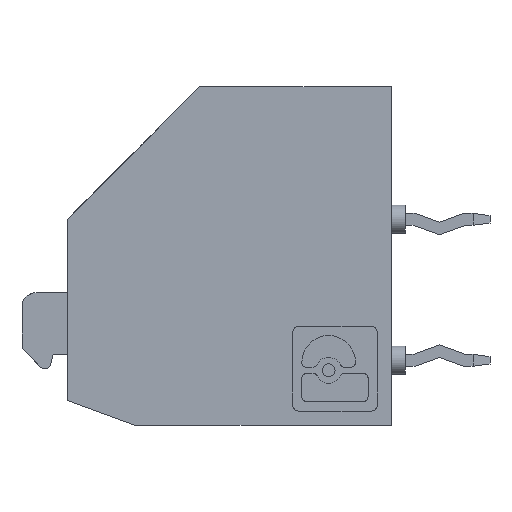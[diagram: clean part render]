
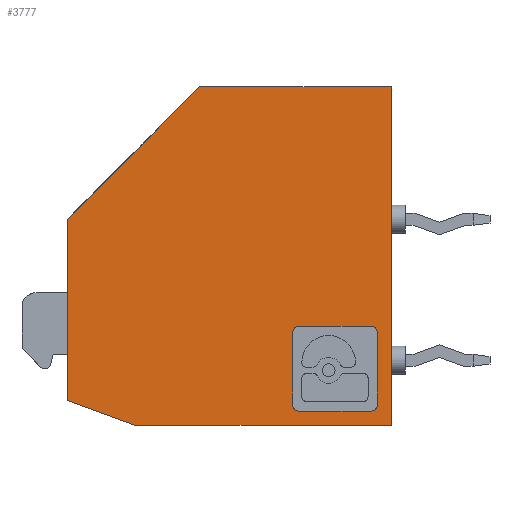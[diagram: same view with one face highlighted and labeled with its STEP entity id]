
A CAD part, left-side view. The second image highlights one B-rep face of the part: STEP entity #3777.
In plain terms, the highlighted planar face has unit normal (-1, 0, 0).
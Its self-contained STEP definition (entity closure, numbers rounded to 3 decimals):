
#2 = ORIENTED_EDGE ( 'NONE', *, *, #3729, .F. ) ;
#25 = CIRCLE ( 'NONE', #4711, 0.211 ) ;
#75 = VERTEX_POINT ( 'NONE', #1719 ) ;
#141 = CARTESIAN_POINT ( 'NONE',  ( -30.75, 0., -6. ) ) ;
#233 = FACE_OUTER_BOUND ( 'NONE', #1938, .T. ) ;
#265 = VECTOR ( 'NONE', #5773, 1000. ) ;
#299 = CARTESIAN_POINT ( 'NONE',  ( -30.75, 0., -6. ) ) ;
#423 = LINE ( 'NONE', #4177, #265 ) ;
#464 = DIRECTION ( 'NONE',  ( 0., -1., 0. ) ) ;
#504 = ORIENTED_EDGE ( 'NONE', *, *, #3478, .F. ) ;
#526 = CARTESIAN_POINT ( 'NONE',  ( -30.75, 11.5, -5.126 ) ) ;
#656 = CARTESIAN_POINT ( 'NONE',  ( -30.75, 0.711, -2.5 ) ) ;
#669 = DIRECTION ( 'NONE',  ( 0., 0., 1. ) ) ;
#724 = CARTESIAN_POINT ( 'NONE',  ( -30.75, 11.5, -6. ) ) ;
#756 = LINE ( 'NONE', #724, #5598 ) ;
#868 = CARTESIAN_POINT ( 'NONE',  ( -30.75, 0.5, -2.711 ) ) ;
#875 = VECTOR ( 'NONE', #5896, 1000. ) ;
#896 = ORIENTED_EDGE ( 'NONE', *, *, #3002, .T. ) ;
#917 = EDGE_CURVE ( 'NONE', #5687, #3370, #3271, .T. ) ;
#945 = CARTESIAN_POINT ( 'NONE',  ( -30.75, 3.5, -6. ) ) ;
#955 = VERTEX_POINT ( 'NONE', #2319 ) ;
#960 = VERTEX_POINT ( 'NONE', #5449 ) ;
#1028 = VECTOR ( 'NONE', #5804, 1000. ) ;
#1044 = DIRECTION ( 'NONE',  ( -1., 0., 0. ) ) ;
#1244 = AXIS2_PLACEMENT_3D ( 'NONE', #1263, #6100, #3424 ) ;
#1263 = CARTESIAN_POINT ( 'NONE',  ( -30.75, 0.711, -5.289 ) ) ;
#1298 = DIRECTION ( 'NONE',  ( 0., 0., 1. ) ) ;
#1320 = CARTESIAN_POINT ( 'NONE',  ( -30.75, 0., 6. ) ) ;
#1347 = ORIENTED_EDGE ( 'NONE', *, *, #917, .F. ) ;
#1355 = ORIENTED_EDGE ( 'NONE', *, *, #1510, .F. ) ;
#1378 = VERTEX_POINT ( 'NONE', #1487 ) ;
#1487 = CARTESIAN_POINT ( 'NONE',  ( -30.75, 3.289, -5.5 ) ) ;
#1510 = EDGE_CURVE ( 'NONE', #1859, #6683, #25, .T. ) ;
#1606 = DIRECTION ( 'NONE',  ( 0., 0., 1. ) ) ;
#1719 = CARTESIAN_POINT ( 'NONE',  ( -30.75, 11.5, 1.3 ) ) ;
#1732 = LINE ( 'NONE', #141, #1929 ) ;
#1746 = CARTESIAN_POINT ( 'NONE',  ( -30.75, 0.5, -6. ) ) ;
#1759 = PLANE ( 'NONE',  #5632 ) ;
#1859 = VERTEX_POINT ( 'NONE', #3776 ) ;
#1866 = DIRECTION ( 'NONE',  ( 0., 0., 1. ) ) ;
#1867 = CARTESIAN_POINT ( 'NONE',  ( -30.75, 0., 5.739 ) ) ;
#1929 = VECTOR ( 'NONE', #3883, 1000. ) ;
#1938 = EDGE_LOOP ( 'NONE', ( #2558, #896, #6163, #5871, #504, #6840 ) ) ;
#2016 = VERTEX_POINT ( 'NONE', #3659 ) ;
#2101 = AXIS2_PLACEMENT_3D ( 'NONE', #3258, #5472, #669 ) ;
#2134 = CARTESIAN_POINT ( 'NONE',  ( -30.75, 0.711, -2.711 ) ) ;
#2192 = ORIENTED_EDGE ( 'NONE', *, *, #6281, .T. ) ;
#2294 = EDGE_CURVE ( 'NONE', #6774, #2016, #423, .T. ) ;
#2315 = CARTESIAN_POINT ( 'NONE',  ( -30.75, 0.5, -5.289 ) ) ;
#2319 = CARTESIAN_POINT ( 'NONE',  ( -30.75, 3.5, -5.289 ) ) ;
#2385 = LINE ( 'NONE', #1320, #6796 ) ;
#2460 = VECTOR ( 'NONE', #464, 1000. ) ;
#2558 = ORIENTED_EDGE ( 'NONE', *, *, #2294, .T. ) ;
#2661 = DIRECTION ( 'NONE',  ( 0., 0., 1. ) ) ;
#2699 = CARTESIAN_POINT ( 'NONE',  ( -30.75, 3.5, -2.711 ) ) ;
#2808 = LINE ( 'NONE', #1746, #3789 ) ;
#2854 = DIRECTION ( 'NONE',  ( 0., -1., 0. ) ) ;
#2881 = VERTEX_POINT ( 'NONE', #3110 ) ;
#3000 = VERTEX_POINT ( 'NONE', #656 ) ;
#3002 = EDGE_CURVE ( 'NONE', #2016, #2881, #1732, .T. ) ;
#3062 = AXIS2_PLACEMENT_3D ( 'NONE', #2134, #6420, #1606 ) ;
#3110 = CARTESIAN_POINT ( 'NONE',  ( -30.75, 0., -6. ) ) ;
#3141 = VECTOR ( 'NONE', #1866, 1000. ) ;
#3258 = CARTESIAN_POINT ( 'NONE',  ( -30.75, 3.289, -5.289 ) ) ;
#3271 = CIRCLE ( 'NONE', #1244, 0.211 ) ;
#3370 = VERTEX_POINT ( 'NONE', #2315 ) ;
#3389 = DIRECTION ( 'NONE',  ( -1., 0., 0. ) ) ;
#3424 = DIRECTION ( 'NONE',  ( 0., 0., 1. ) ) ;
#3430 = ORIENTED_EDGE ( 'NONE', *, *, #4930, .T. ) ;
#3478 = EDGE_CURVE ( 'NONE', #75, #960, #4795, .T. ) ;
#3659 = CARTESIAN_POINT ( 'NONE',  ( -30.75, 9.1, -6. ) ) ;
#3679 = CARTESIAN_POINT ( 'NONE',  ( -30.75, 18.8, -6. ) ) ;
#3701 = VECTOR ( 'NONE', #4178, 1000. ) ;
#3729 = EDGE_CURVE ( 'NONE', #5266, #3000, #5301, .T. ) ;
#3776 = CARTESIAN_POINT ( 'NONE',  ( -30.75, 3.289, -2.5 ) ) ;
#3777 = ADVANCED_FACE ( 'NONE', ( #6560, #233 ), #1759, .T. ) ;
#3789 = VECTOR ( 'NONE', #6548, 1000. ) ;
#3883 = DIRECTION ( 'NONE',  ( 0., -1., 0. ) ) ;
#4081 = ORIENTED_EDGE ( 'NONE', *, *, #5883, .F. ) ;
#4085 = ORIENTED_EDGE ( 'NONE', *, *, #6781, .T. ) ;
#4177 = CARTESIAN_POINT ( 'NONE',  ( -30.75, 0., -9.312 ) ) ;
#4178 = DIRECTION ( 'NONE',  ( 0., 0., 1. ) ) ;
#4375 = VERTEX_POINT ( 'NONE', #6597 ) ;
#4594 = EDGE_CURVE ( 'NONE', #5687, #1378, #5757, .T. ) ;
#4711 = AXIS2_PLACEMENT_3D ( 'NONE', #5848, #1044, #2661 ) ;
#4778 = CARTESIAN_POINT ( 'NONE',  ( -30.75, 0., -2.5 ) ) ;
#4795 = LINE ( 'NONE', #3679, #1028 ) ;
#4930 = EDGE_CURVE ( 'NONE', #5266, #3370, #2808, .T. ) ;
#4960 = DIRECTION ( 'NONE',  ( 0., 0., 1. ) ) ;
#5266 = VERTEX_POINT ( 'NONE', #868 ) ;
#5268 = LINE ( 'NONE', #4778, #2460 ) ;
#5301 = CIRCLE ( 'NONE', #3062, 0.211 ) ;
#5333 = LINE ( 'NONE', #945, #3701 ) ;
#5415 = EDGE_CURVE ( 'NONE', #960, #4375, #2385, .T. ) ;
#5420 = CARTESIAN_POINT ( 'NONE',  ( -30.75, 0.711, -5.5 ) ) ;
#5449 = CARTESIAN_POINT ( 'NONE',  ( -30.75, 6.8, 6. ) ) ;
#5472 = DIRECTION ( 'NONE',  ( -1., 0., 0. ) ) ;
#5598 = VECTOR ( 'NONE', #4960, 1000. ) ;
#5632 = AXIS2_PLACEMENT_3D ( 'NONE', #1867, #3389, #1298 ) ;
#5687 = VERTEX_POINT ( 'NONE', #5420 ) ;
#5757 = LINE ( 'NONE', #5789, #875 ) ;
#5773 = DIRECTION ( 'NONE',  ( 0., -0.94, -0.342 ) ) ;
#5789 = CARTESIAN_POINT ( 'NONE',  ( -30.75, 0., -5.5 ) ) ;
#5803 = CIRCLE ( 'NONE', #2101, 0.211 ) ;
#5804 = DIRECTION ( 'NONE',  ( 0., -0.707, 0.707 ) ) ;
#5848 = CARTESIAN_POINT ( 'NONE',  ( -30.75, 3.289, -2.711 ) ) ;
#5871 = ORIENTED_EDGE ( 'NONE', *, *, #5415, .F. ) ;
#5883 = EDGE_CURVE ( 'NONE', #955, #1378, #5803, .T. ) ;
#5896 = DIRECTION ( 'NONE',  ( 0., 1., 0. ) ) ;
#5944 = ORIENTED_EDGE ( 'NONE', *, *, #4594, .T. ) ;
#6100 = DIRECTION ( 'NONE',  ( -1., 0., 0. ) ) ;
#6163 = ORIENTED_EDGE ( 'NONE', *, *, #6558, .T. ) ;
#6231 = LINE ( 'NONE', #299, #3141 ) ;
#6281 = EDGE_CURVE ( 'NONE', #1859, #3000, #5268, .T. ) ;
#6420 = DIRECTION ( 'NONE',  ( -1., 0., 0. ) ) ;
#6457 = EDGE_CURVE ( 'NONE', #6774, #75, #756, .T. ) ;
#6500 = EDGE_LOOP ( 'NONE', ( #2, #3430, #1347, #5944, #4081, #4085, #1355, #2192 ) ) ;
#6548 = DIRECTION ( 'NONE',  ( 0., 0., -1. ) ) ;
#6558 = EDGE_CURVE ( 'NONE', #2881, #4375, #6231, .T. ) ;
#6560 = FACE_BOUND ( 'NONE', #6500, .T. ) ;
#6597 = CARTESIAN_POINT ( 'NONE',  ( -30.75, 0., 6. ) ) ;
#6683 = VERTEX_POINT ( 'NONE', #2699 ) ;
#6774 = VERTEX_POINT ( 'NONE', #526 ) ;
#6781 = EDGE_CURVE ( 'NONE', #955, #6683, #5333, .T. ) ;
#6796 = VECTOR ( 'NONE', #2854, 1000. ) ;
#6840 = ORIENTED_EDGE ( 'NONE', *, *, #6457, .F. ) ;
